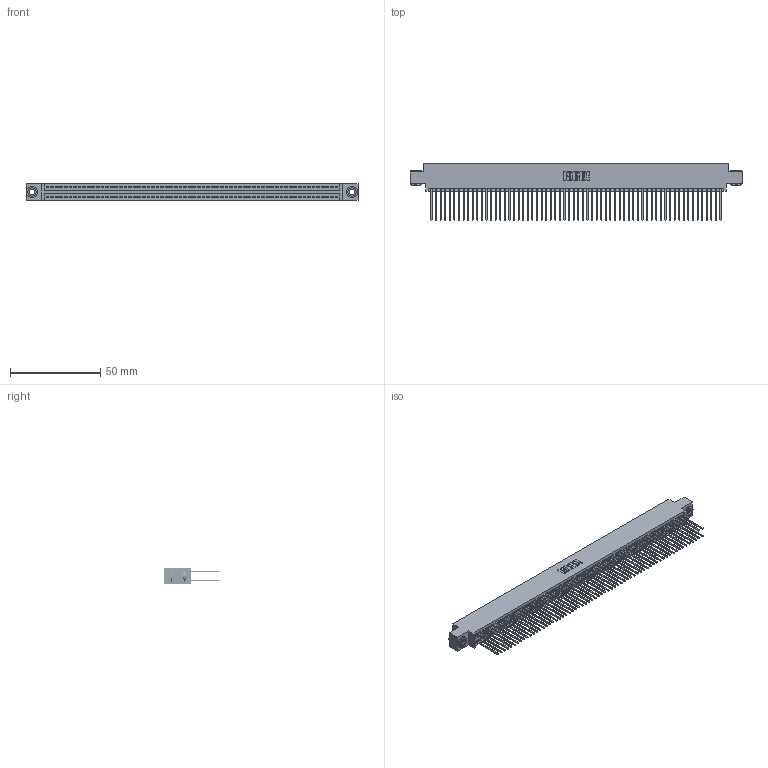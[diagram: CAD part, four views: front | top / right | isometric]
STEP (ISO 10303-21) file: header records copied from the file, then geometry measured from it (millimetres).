
FILE_DESCRIPTION (( 'STEP AP203' ), '1' );
FILE_NAME ('345-128-542-803.STEP', '2019-11-07T09:06:15', ( '' ), ( '' ), 'SwSTEP 2.0', 'SolidWorks 2016', '' );
FILE_SCHEMA (( 'CONFIG_CONTROL_DESIGN' ));
Length unit declared in the file: inch
Products named in the file (4): 345-250-002_345-250-002-102; 345-292-001_345-293-142; 345 Part_0.170 Offset - 0.156 Dia-TH; 345-128-542-803
Assembly tree (131 placements, depth 2):
  345-128-542-803
    345 Part_0.170 Offset - 0.156 Dia-TH
    345-292-001_345-293-142  x128
    345-250-002_345-250-002-102  x2
Bounding box: 183.77 x 31.29 x 9.4 mm (x, y, z)
Volume: 18558.4 mm3; surface area: 30995.4 mm2
Topology: 131 solids, 131 shells, 6568 faces, 19501 edges, 12826 vertices
Faces by surface type: plane 4318, cylinder 2242, cone 8
Entity records: 48054 total; most frequent: CARTESIAN_POINT 8011, ORIENTED_EDGE 7938, DIRECTION 7067, EDGE_CURVE 3969, VECTOR 3557, LINE 3557, VERTEX_POINT 2642, AXIS2_PLACEMENT_3D 1755
